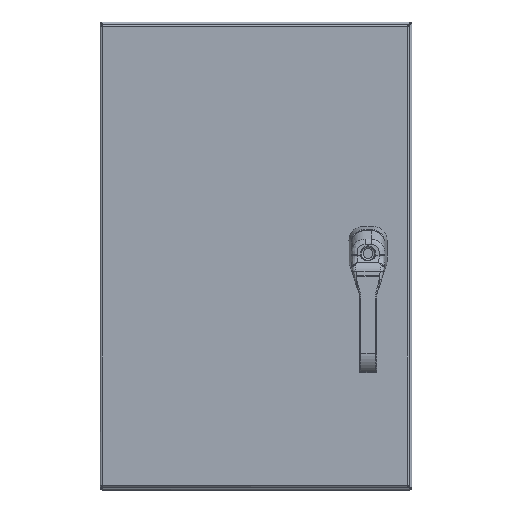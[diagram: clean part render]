
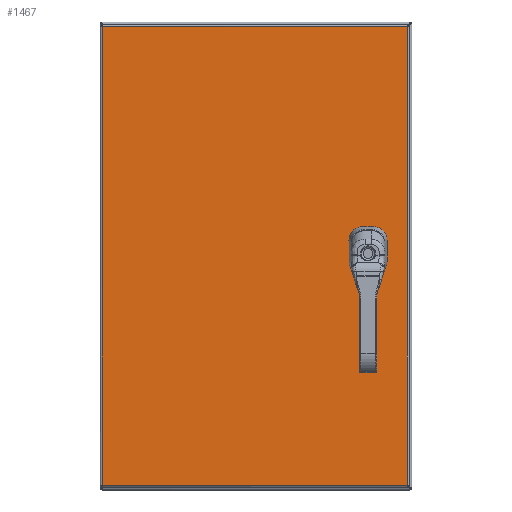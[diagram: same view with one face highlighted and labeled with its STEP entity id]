
A CAD part, top view. The second image highlights one B-rep face of the part: STEP entity #1467.
In plain terms, the highlighted planar face has unit normal (0, 0, 1).
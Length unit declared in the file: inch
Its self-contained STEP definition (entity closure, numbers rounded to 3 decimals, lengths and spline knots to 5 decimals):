
#46 = LINE ( 'NONE', #51903, #64585 ) ;
#256 = VECTOR ( 'NONE', #27855, 39.37008 ) ;
#580 = DIRECTION ( 'NONE',  ( -1., 0., 0. ) ) ;
#893 = CARTESIAN_POINT ( 'NONE',  ( 14.15, 12., 8.9175 ) ) ;
#1313 = DIRECTION ( 'NONE',  ( 0., -1., 0. ) ) ;
#1467 = ADVANCED_FACE ( 'NONE', ( #25662, #65184 ), #35884, .F. ) ;
#2242 = CARTESIAN_POINT ( 'NONE',  ( 15.76975, 0.23025, 8.9175 ) ) ;
#3444 = DIRECTION ( 'NONE',  ( -1., 0., 0. ) ) ;
#3776 = EDGE_CURVE ( 'NONE', #59002, #47217, #10073, .T. ) ;
#3870 = VERTEX_POINT ( 'NONE', #24033 ) ;
#4120 = DIRECTION ( 'NONE',  ( -1., 0., 0. ) ) ;
#6519 = EDGE_CURVE ( 'NONE', #18272, #69760, #20287, .T. ) ;
#6976 = LINE ( 'NONE', #48445, #28258 ) ;
#8774 = VERTEX_POINT ( 'NONE', #29543 ) ;
#9477 = EDGE_CURVE ( 'NONE', #53512, #43880, #46, .T. ) ;
#9975 = CARTESIAN_POINT ( 'NONE',  ( 13.53738, 12.4, 8.9175 ) ) ;
#10073 = LINE ( 'NONE', #47110, #23111 ) ;
#12187 = EDGE_LOOP ( 'NONE', ( #14174, #43266, #41933, #13959 ) ) ;
#13506 = EDGE_CURVE ( 'NONE', #47217, #18272, #24797, .T. ) ;
#13959 = ORIENTED_EDGE ( 'NONE', *, *, #75219, .F. ) ;
#14159 = LINE ( 'NONE', #21473, #256 ) ;
#14174 = ORIENTED_EDGE ( 'NONE', *, *, #33732, .F. ) ;
#18272 = VERTEX_POINT ( 'NONE', #73869 ) ;
#18326 = ORIENTED_EDGE ( 'NONE', *, *, #67975, .F. ) ;
#18614 = VERTEX_POINT ( 'NONE', #58516 ) ;
#20204 = DIRECTION ( 'NONE',  ( 0., 1., 0. ) ) ;
#20287 = LINE ( 'NONE', #893, #57039 ) ;
#20486 = DIRECTION ( 'NONE',  ( -1., 0., 0. ) ) ;
#21473 = CARTESIAN_POINT ( 'NONE',  ( 7.9375, 23.76975, 8.9175 ) ) ;
#21622 = CARTESIAN_POINT ( 'NONE',  ( 14.15, 12.21262, 8.9175 ) ) ;
#21780 = DIRECTION ( 'NONE',  ( 0., 0., 1. ) ) ;
#22148 = ORIENTED_EDGE ( 'NONE', *, *, #13506, .F. ) ;
#22808 = CARTESIAN_POINT ( 'NONE',  ( 13.75, 12., 8.9175 ) ) ;
#23111 = VECTOR ( 'NONE', #23547, 39.37008 ) ;
#23547 = DIRECTION ( 'NONE',  ( 1., 0., 0. ) ) ;
#23577 = EDGE_CURVE ( 'NONE', #69760, #3870, #66097, .T. ) ;
#24033 = CARTESIAN_POINT ( 'NONE',  ( 13.96262, 12.4, 8.9175 ) ) ;
#24692 = ORIENTED_EDGE ( 'NONE', *, *, #6519, .F. ) ;
#24797 = CIRCLE ( 'NONE', #52828, 0.453 ) ;
#25662 = FACE_BOUND ( 'NONE', #30377, .T. ) ;
#26510 = CARTESIAN_POINT ( 'NONE',  ( 13.75, 12., 8.9175 ) ) ;
#27090 = AXIS2_PLACEMENT_3D ( 'NONE', #71418, #47946, #580 ) ;
#27855 = DIRECTION ( 'NONE',  ( 1., 0., 0. ) ) ;
#27871 = LINE ( 'NONE', #30772, #74797 ) ;
#28258 = VECTOR ( 'NONE', #1313, 39.37008 ) ;
#28995 = VERTEX_POINT ( 'NONE', #32349 ) ;
#29543 = CARTESIAN_POINT ( 'NONE',  ( 0.10525, 0.23025, 8.9175 ) ) ;
#30377 = EDGE_LOOP ( 'NONE', ( #18326, #75864, #24692, #22148, #33089, #48774, #30728, #37225 ) ) ;
#30728 = ORIENTED_EDGE ( 'NONE', *, *, #73548, .F. ) ;
#30772 = CARTESIAN_POINT ( 'NONE',  ( 0.10525, 12., 8.9175 ) ) ;
#32349 = CARTESIAN_POINT ( 'NONE',  ( 0.10525, 23.76975, 8.9175 ) ) ;
#33089 = ORIENTED_EDGE ( 'NONE', *, *, #3776, .F. ) ;
#33732 = EDGE_CURVE ( 'NONE', #43880, #8774, #49566, .T. ) ;
#34206 = AXIS2_PLACEMENT_3D ( 'NONE', #38568, #50158, #44484 ) ;
#35884 = PLANE ( 'NONE',  #27090 ) ;
#36305 = DIRECTION ( 'NONE',  ( -1., 0., 0. ) ) ;
#37084 = CARTESIAN_POINT ( 'NONE',  ( 13.53738, 11.6, 8.9175 ) ) ;
#37225 = ORIENTED_EDGE ( 'NONE', *, *, #73497, .F. ) ;
#38568 = CARTESIAN_POINT ( 'NONE',  ( 13.75, 12., 8.9175 ) ) ;
#40330 = VECTOR ( 'NONE', #36305, 39.37008 ) ;
#40343 = DIRECTION ( 'NONE',  ( 0., -1., 0. ) ) ;
#41933 = ORIENTED_EDGE ( 'NONE', *, *, #61051, .F. ) ;
#43266 = ORIENTED_EDGE ( 'NONE', *, *, #9477, .F. ) ;
#43880 = VERTEX_POINT ( 'NONE', #2242 ) ;
#44484 = DIRECTION ( 'NONE',  ( -1., 0., 0. ) ) ;
#45706 = CARTESIAN_POINT ( 'NONE',  ( 13.96262, 11.6, 8.9175 ) ) ;
#45896 = DIRECTION ( 'NONE',  ( 0., 0., 1. ) ) ;
#47110 = CARTESIAN_POINT ( 'NONE',  ( 7.9375, 11.6, 8.9175 ) ) ;
#47217 = VERTEX_POINT ( 'NONE', #45706 ) ;
#47946 = DIRECTION ( 'NONE',  ( 0., 0., -1. ) ) ;
#48445 = CARTESIAN_POINT ( 'NONE',  ( 13.35, 12., 8.9175 ) ) ;
#48774 = ORIENTED_EDGE ( 'NONE', *, *, #64956, .F. ) ;
#49287 = VERTEX_POINT ( 'NONE', #52601 ) ;
#49566 = LINE ( 'NONE', #62602, #40330 ) ;
#49775 = CARTESIAN_POINT ( 'NONE',  ( 7.9375, 12.4, 8.9175 ) ) ;
#49832 = DIRECTION ( 'NONE',  ( 0., 0., 1. ) ) ;
#50158 = DIRECTION ( 'NONE',  ( 0., 0., 1. ) ) ;
#51903 = CARTESIAN_POINT ( 'NONE',  ( 15.76975, 12., 8.9175 ) ) ;
#52088 = AXIS2_PLACEMENT_3D ( 'NONE', #75006, #45896, #75269 ) ;
#52601 = CARTESIAN_POINT ( 'NONE',  ( 13.35, 11.78738, 8.9175 ) ) ;
#52828 = AXIS2_PLACEMENT_3D ( 'NONE', #22808, #21780, #4120 ) ;
#53512 = VERTEX_POINT ( 'NONE', #72634 ) ;
#55896 = CIRCLE ( 'NONE', #52088, 0.453 ) ;
#57039 = VECTOR ( 'NONE', #62065, 39.37008 ) ;
#58516 = CARTESIAN_POINT ( 'NONE',  ( 13.35, 12.21262, 8.9175 ) ) ;
#58865 = CIRCLE ( 'NONE', #34206, 0.453 ) ;
#59002 = VERTEX_POINT ( 'NONE', #37084 ) ;
#60729 = VECTOR ( 'NONE', #20486, 39.37008 ) ;
#61051 = EDGE_CURVE ( 'NONE', #28995, #53512, #14159, .T. ) ;
#62065 = DIRECTION ( 'NONE',  ( 0., 1., 0. ) ) ;
#62602 = CARTESIAN_POINT ( 'NONE',  ( 7.9375, 0.23025, 8.9175 ) ) ;
#63844 = VERTEX_POINT ( 'NONE', #9975 ) ;
#64585 = VECTOR ( 'NONE', #40343, 39.37008 ) ;
#64956 = EDGE_CURVE ( 'NONE', #49287, #59002, #58865, .T. ) ;
#65184 = FACE_OUTER_BOUND ( 'NONE', #12187, .T. ) ;
#66097 = CIRCLE ( 'NONE', #66687, 0.453 ) ;
#66687 = AXIS2_PLACEMENT_3D ( 'NONE', #26510, #49832, #3444 ) ;
#67975 = EDGE_CURVE ( 'NONE', #3870, #63844, #75426, .T. ) ;
#69760 = VERTEX_POINT ( 'NONE', #21622 ) ;
#71418 = CARTESIAN_POINT ( 'NONE',  ( 7.9375, 12., 8.9175 ) ) ;
#72634 = CARTESIAN_POINT ( 'NONE',  ( 15.76975, 23.76975, 8.9175 ) ) ;
#73497 = EDGE_CURVE ( 'NONE', #63844, #18614, #55896, .T. ) ;
#73548 = EDGE_CURVE ( 'NONE', #18614, #49287, #6976, .T. ) ;
#73869 = CARTESIAN_POINT ( 'NONE',  ( 14.15, 11.78738, 8.9175 ) ) ;
#74797 = VECTOR ( 'NONE', #20204, 39.37008 ) ;
#75006 = CARTESIAN_POINT ( 'NONE',  ( 13.75, 12., 8.9175 ) ) ;
#75219 = EDGE_CURVE ( 'NONE', #8774, #28995, #27871, .T. ) ;
#75269 = DIRECTION ( 'NONE',  ( -1., 0., 0. ) ) ;
#75426 = LINE ( 'NONE', #49775, #60729 ) ;
#75864 = ORIENTED_EDGE ( 'NONE', *, *, #23577, .F. ) ;
